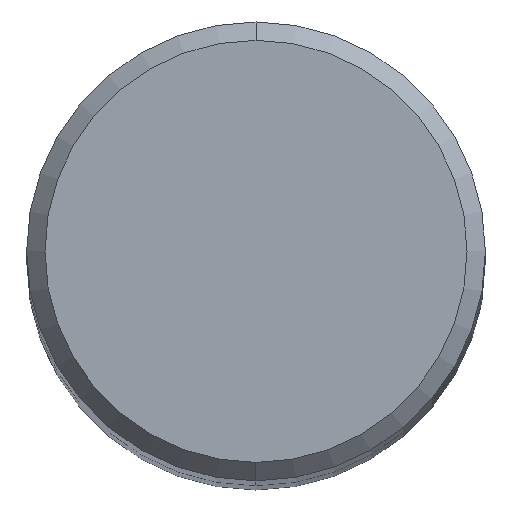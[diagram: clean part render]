
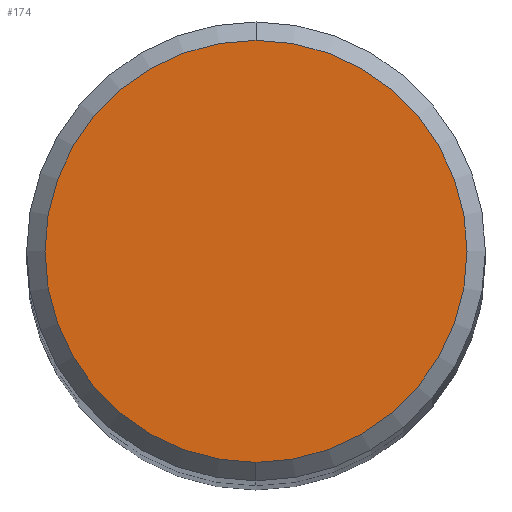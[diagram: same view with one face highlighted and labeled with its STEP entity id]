
A CAD part, top view. The second image highlights one B-rep face of the part: STEP entity #174.
In plain terms, the highlighted planar face has unit normal (0, 0, 1).
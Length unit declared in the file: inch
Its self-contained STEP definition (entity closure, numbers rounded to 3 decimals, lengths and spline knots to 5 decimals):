
#23 = CARTESIAN_POINT ( 'NONE',  ( 0., 0., 0. ) ) ;
#33 = DIRECTION ( 'NONE',  ( 0., 0., 1. ) ) ;
#75 = EDGE_CURVE ( 'NONE', #180, #265, #113, .T. ) ;
#78 = CARTESIAN_POINT ( 'NONE',  ( 0., 0.23, 0. ) ) ;
#85 = CARTESIAN_POINT ( 'NONE',  ( 0., -0.23, 0. ) ) ;
#98 = CARTESIAN_POINT ( 'NONE',  ( 0., 0.23, 0. ) ) ;
#113 = CIRCLE ( 'NONE', #209, 0.23 ) ;
#117 = AXIS2_PLACEMENT_3D ( 'NONE', #23, #345, #348 ) ;
#143 = AXIS2_PLACEMENT_3D ( 'NONE', #78, #212, #329 ) ;
#174 = ADVANCED_FACE ( 'NONE', ( #364 ), #358, .F. ) ;
#180 = VERTEX_POINT ( 'NONE', #85 ) ;
#185 = EDGE_LOOP ( 'NONE', ( #271, #217 ) ) ;
#209 = AXIS2_PLACEMENT_3D ( 'NONE', #406, #33, #340 ) ;
#212 = DIRECTION ( 'NONE',  ( 0., 0., -1. ) ) ;
#217 = ORIENTED_EDGE ( 'NONE', *, *, #75, .T. ) ;
#265 = VERTEX_POINT ( 'NONE', #98 ) ;
#271 = ORIENTED_EDGE ( 'NONE', *, *, #383, .T. ) ;
#329 = DIRECTION ( 'NONE',  ( 0., 1., 0. ) ) ;
#340 = DIRECTION ( 'NONE',  ( 0., -1., 0. ) ) ;
#345 = DIRECTION ( 'NONE',  ( 0., 0., 1. ) ) ;
#348 = DIRECTION ( 'NONE',  ( 0., -1., 0. ) ) ;
#358 = PLANE ( 'NONE',  #143 ) ;
#364 = FACE_OUTER_BOUND ( 'NONE', #185, .T. ) ;
#383 = EDGE_CURVE ( 'NONE', #265, #180, #387, .T. ) ;
#387 = CIRCLE ( 'NONE', #117, 0.23 ) ;
#406 = CARTESIAN_POINT ( 'NONE',  ( 0., 0., 0. ) ) ;
